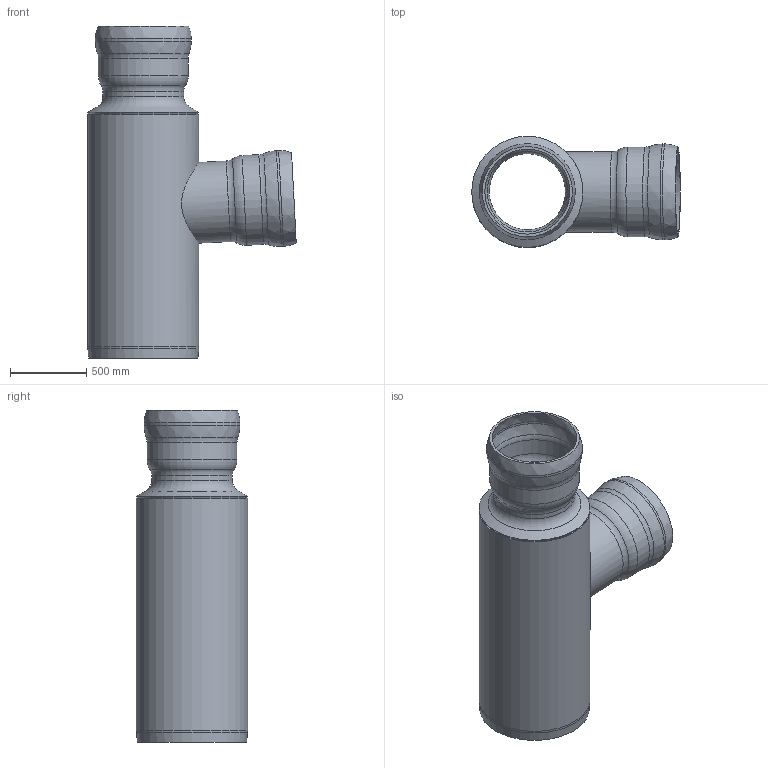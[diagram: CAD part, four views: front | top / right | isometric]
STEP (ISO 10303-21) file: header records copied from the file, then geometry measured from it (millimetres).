
FILE_DESCRIPTION(/* description */ (''),/* implementation_level */ '2;1');
FILE_NAME(/* name */ '00231.CBBX_3D.stp',/* time_stamp */ '2024-12-11T12:40:46+01:00',/* author */ ('CAD'),/* organization */ (''),/* preprocessor_version */ 'ST-DEVELOPER v20',/* originating_system */ 'AutoCAD Mechanical',/* authorisation */ '');
FILE_SCHEMA (('AUTOMOTIVE_DESIGN { 1 0 10303 214 3 1 1 }'));
Length unit declared in the file: centimetre
Products named in the file (2): Product; *S0
Assembly tree (1 placements, depth 2):
  Product
    *S0
Bounding box: 1369.14 x 730 x 2180 mm (x, y, z)
Volume: 89430001.2 mm3; surface area: 11698090.7 mm2
Topology: 3 solids, 3 shells, 49 faces, 132 edges, 86 vertices
Faces by surface type: torus 16, cylinder 16, bspline 8, cone 5, plane 4
Full cylindrical faces by diameter (mm): 500 x2, 500.007 x1, 530 x1, 530.007 x1, 560 x1, 560.007 x1, 590 x1, 590.007 x1, 600 x1, 600.007 x1, 630 x1, 630.007 x1, 698 x1, 730 x1
Entity records: 2267 total; most frequent: CARTESIAN_POINT 940, DIRECTION 306, ORIENTED_EDGE 264, AXIS2_PLACEMENT_3D 142, EDGE_CURVE 132, CIRCLE 98, VERTEX_POINT 86, EDGE_LOOP 54
